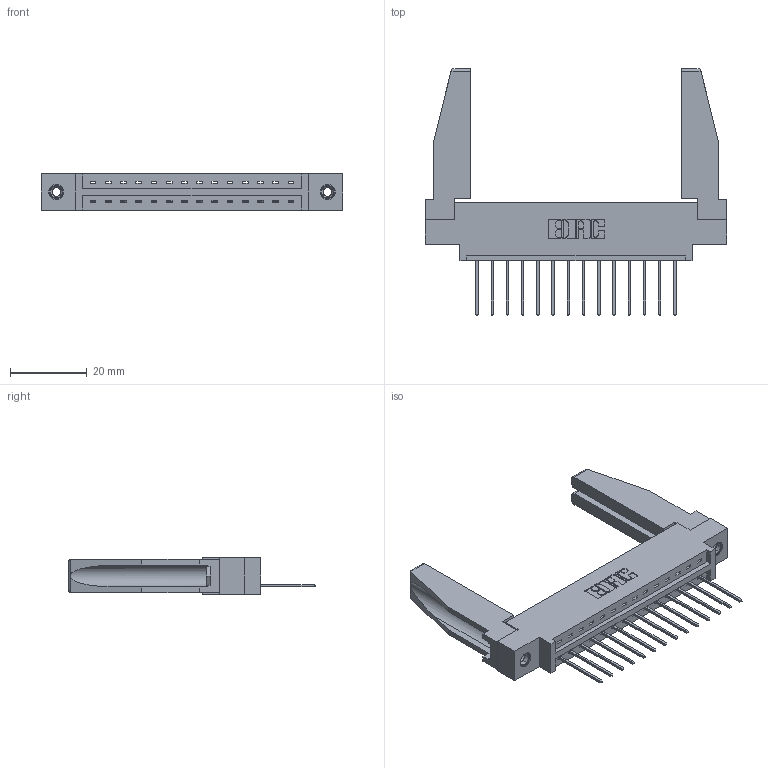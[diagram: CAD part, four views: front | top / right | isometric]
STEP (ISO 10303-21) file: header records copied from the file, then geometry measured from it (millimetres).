
FILE_DESCRIPTION (( 'STEP AP203' ), '1' );
FILE_NAME ('337-014-540-678.STEP', '2019-09-28T15:47:55', ( '' ), ( '' ), 'SwSTEP 2.0', 'SolidWorks 2016', '' );
FILE_SCHEMA (( 'CONFIG_CONTROL_DESIGN' ));
Length unit declared in the file: inch
Products named in the file (5): 307-220-078; 337 Part_0.170 Offset - 0.156 Dia-TI; 337-014-540-678; 345-292-001_345-293-140; 345-250-001_345-250-001-102
Assembly tree (19 placements, depth 2):
  337-014-540-678
    337 Part_0.170 Offset - 0.156 Dia-TI
    345-292-001_345-293-140  x14
    345-250-001_345-250-001-102  x2
    307-220-078  x2
Bounding box: 78.49 x 64.27 x 9.4 mm (x, y, z)
Volume: 11701.7 mm3; surface area: 11884.1 mm2
Topology: 19 solids, 19 shells, 1116 faces, 3285 edges, 2162 vertices
Faces by surface type: plane 802, cylinder 298, cone 12, torus 4
Entity records: 16618 total; most frequent: CARTESIAN_POINT 2886, ORIENTED_EDGE 2792, DIRECTION 2496, EDGE_CURVE 1396, VECTOR 1230, LINE 1230, VERTEX_POINT 924, AXIS2_PLACEMENT_3D 633
